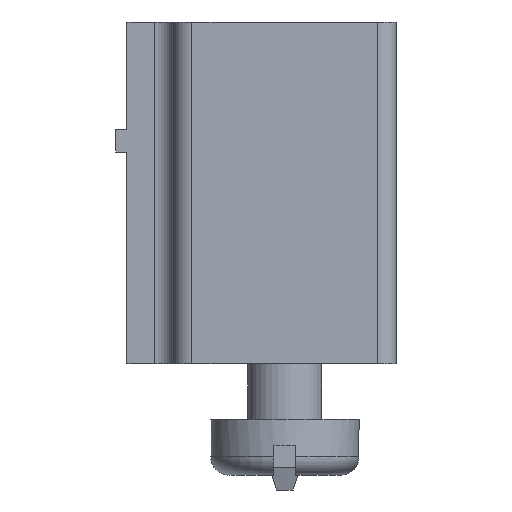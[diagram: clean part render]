
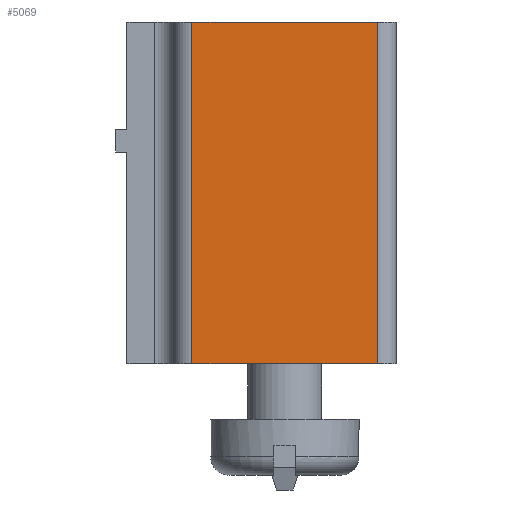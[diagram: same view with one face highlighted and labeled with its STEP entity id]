
A CAD part, left-side view. The second image highlights one B-rep face of the part: STEP entity #5069.
In plain terms, the highlighted planar face has unit normal (-1, 0, 0).
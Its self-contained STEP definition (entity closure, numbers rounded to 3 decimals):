
#44 = PLANE('',#45);
#45 = AXIS2_PLACEMENT_3D('',#46,#47,#48);
#46 = CARTESIAN_POINT('',(-6.9,-3.,0.));
#47 = DIRECTION('',(0.,0.,-1.));
#48 = DIRECTION('',(-1.,0.,0.));
#72 = CYLINDRICAL_SURFACE('',#73,0.5);
#73 = AXIS2_PLACEMENT_3D('',#74,#75,#76);
#74 = CARTESIAN_POINT('',(-6.4,-2.5,0.));
#75 = DIRECTION('',(0.,0.,1.));
#76 = DIRECTION('',(0.,-1.,0.));
#100 = PLANE('',#101);
#101 = AXIS2_PLACEMENT_3D('',#102,#103,#104);
#102 = CARTESIAN_POINT('',(-6.9,-3.,9.2));
#103 = DIRECTION('',(0.,0.,-1.));
#104 = DIRECTION('',(-1.,0.,0.));
#143 = VERTEX_POINT('',#144);
#144 = CARTESIAN_POINT('',(-6.9,-2.5,0.));
#166 = EDGE_CURVE('',#167,#143,#169,.T.);
#167 = VERTEX_POINT('',#168);
#168 = CARTESIAN_POINT('',(-6.9,2.5,0.));
#169 = SURFACE_CURVE('',#170,(#174,#181),.PCURVE_S1.);
#170 = LINE('',#171,#172);
#171 = CARTESIAN_POINT('',(-6.9,3.,0.));
#172 = VECTOR('',#173,1.);
#173 = DIRECTION('',(0.,-1.,0.));
#174 = PCURVE('',#44,#175);
#175 = DEFINITIONAL_REPRESENTATION('',(#176),#180);
#176 = LINE('',#177,#178);
#177 = CARTESIAN_POINT('',(0.,6.));
#178 = VECTOR('',#179,1.);
#179 = DIRECTION('',(0.,-1.));
#180 = ( GEOMETRIC_REPRESENTATION_CONTEXT(2)
PARAMETRIC_REPRESENTATION_CONTEXT() REPRESENTATION_CONTEXT('2D SPACE',''
) );
#181 = PCURVE('',#182,#187);
#182 = PLANE('',#183);
#183 = AXIS2_PLACEMENT_3D('',#184,#185,#186);
#184 = CARTESIAN_POINT('',(-6.9,3.,0.));
#185 = DIRECTION('',(1.,0.,0.));
#186 = DIRECTION('',(0.,-1.,0.));
#187 = DEFINITIONAL_REPRESENTATION('',(#188),#192);
#188 = LINE('',#189,#190);
#189 = CARTESIAN_POINT('',(0.,0.));
#190 = VECTOR('',#191,1.);
#191 = DIRECTION('',(1.,0.));
#192 = ( GEOMETRIC_REPRESENTATION_CONTEXT(2)
PARAMETRIC_REPRESENTATION_CONTEXT() REPRESENTATION_CONTEXT('2D SPACE',''
) );
#215 = CYLINDRICAL_SURFACE('',#216,0.5);
#216 = AXIS2_PLACEMENT_3D('',#217,#218,#219);
#217 = CARTESIAN_POINT('',(-6.4,2.5,0.));
#218 = DIRECTION('',(0.,0.,1.));
#219 = DIRECTION('',(0.,1.,0.));
#1426 = EDGE_CURVE('',#143,#1427,#1429,.T.);
#1427 = VERTEX_POINT('',#1428);
#1428 = CARTESIAN_POINT('',(-6.9,-2.5,9.2));
#1429 = SURFACE_CURVE('',#1430,(#1434,#1441),.PCURVE_S1.);
#1430 = LINE('',#1431,#1432);
#1431 = CARTESIAN_POINT('',(-6.9,-2.5,0.));
#1432 = VECTOR('',#1433,1.);
#1433 = DIRECTION('',(0.,0.,1.));
#1434 = PCURVE('',#72,#1435);
#1435 = DEFINITIONAL_REPRESENTATION('',(#1436),#1440);
#1436 = LINE('',#1437,#1438);
#1437 = CARTESIAN_POINT('',(-1.571,0.));
#1438 = VECTOR('',#1439,1.);
#1439 = DIRECTION('',(0.,1.));
#1440 = ( GEOMETRIC_REPRESENTATION_CONTEXT(2)
PARAMETRIC_REPRESENTATION_CONTEXT() REPRESENTATION_CONTEXT('2D SPACE',''
) );
#1441 = PCURVE('',#182,#1442);
#1442 = DEFINITIONAL_REPRESENTATION('',(#1443),#1447);
#1443 = LINE('',#1444,#1445);
#1444 = CARTESIAN_POINT('',(5.5,0.));
#1445 = VECTOR('',#1446,1.);
#1446 = DIRECTION('',(0.,-1.));
#1447 = ( GEOMETRIC_REPRESENTATION_CONTEXT(2)
PARAMETRIC_REPRESENTATION_CONTEXT() REPRESENTATION_CONTEXT('2D SPACE',''
) );
#1531 = EDGE_CURVE('',#1532,#1427,#1534,.T.);
#1532 = VERTEX_POINT('',#1533);
#1533 = CARTESIAN_POINT('',(-6.9,2.5,9.2));
#1534 = SURFACE_CURVE('',#1535,(#1539,#1546),.PCURVE_S1.);
#1535 = LINE('',#1536,#1537);
#1536 = CARTESIAN_POINT('',(-6.9,3.,9.2));
#1537 = VECTOR('',#1538,1.);
#1538 = DIRECTION('',(0.,-1.,0.));
#1539 = PCURVE('',#100,#1540);
#1540 = DEFINITIONAL_REPRESENTATION('',(#1541),#1545);
#1541 = LINE('',#1542,#1543);
#1542 = CARTESIAN_POINT('',(0.,6.));
#1543 = VECTOR('',#1544,1.);
#1544 = DIRECTION('',(0.,-1.));
#1545 = ( GEOMETRIC_REPRESENTATION_CONTEXT(2)
PARAMETRIC_REPRESENTATION_CONTEXT() REPRESENTATION_CONTEXT('2D SPACE',''
) );
#1546 = PCURVE('',#182,#1547);
#1547 = DEFINITIONAL_REPRESENTATION('',(#1548),#1552);
#1548 = LINE('',#1549,#1550);
#1549 = CARTESIAN_POINT('',(0.,-9.2));
#1550 = VECTOR('',#1551,1.);
#1551 = DIRECTION('',(1.,0.));
#1552 = ( GEOMETRIC_REPRESENTATION_CONTEXT(2)
PARAMETRIC_REPRESENTATION_CONTEXT() REPRESENTATION_CONTEXT('2D SPACE',''
) );
#5069 = ADVANCED_FACE('',(#5070),#182,.F.);
#5070 = FACE_BOUND('',#5071,.F.);
#5071 = EDGE_LOOP('',(#5072,#5073,#5094,#5095));
#5072 = ORIENTED_EDGE('',*,*,#166,.F.);
#5073 = ORIENTED_EDGE('',*,*,#5074,.T.);
#5074 = EDGE_CURVE('',#167,#1532,#5075,.T.);
#5075 = SURFACE_CURVE('',#5076,(#5080,#5087),.PCURVE_S1.);
#5076 = LINE('',#5077,#5078);
#5077 = CARTESIAN_POINT('',(-6.9,2.5,0.));
#5078 = VECTOR('',#5079,1.);
#5079 = DIRECTION('',(0.,0.,1.));
#5080 = PCURVE('',#182,#5081);
#5081 = DEFINITIONAL_REPRESENTATION('',(#5082),#5086);
#5082 = LINE('',#5083,#5084);
#5083 = CARTESIAN_POINT('',(0.5,0.));
#5084 = VECTOR('',#5085,1.);
#5085 = DIRECTION('',(0.,-1.));
#5086 = ( GEOMETRIC_REPRESENTATION_CONTEXT(2)
PARAMETRIC_REPRESENTATION_CONTEXT() REPRESENTATION_CONTEXT('2D SPACE',''
) );
#5087 = PCURVE('',#215,#5088);
#5088 = DEFINITIONAL_REPRESENTATION('',(#5089),#5093);
#5089 = LINE('',#5090,#5091);
#5090 = CARTESIAN_POINT('',(1.571,0.));
#5091 = VECTOR('',#5092,1.);
#5092 = DIRECTION('',(0.,1.));
#5093 = ( GEOMETRIC_REPRESENTATION_CONTEXT(2)
PARAMETRIC_REPRESENTATION_CONTEXT() REPRESENTATION_CONTEXT('2D SPACE',''
) );
#5094 = ORIENTED_EDGE('',*,*,#1531,.T.);
#5095 = ORIENTED_EDGE('',*,*,#1426,.F.);
